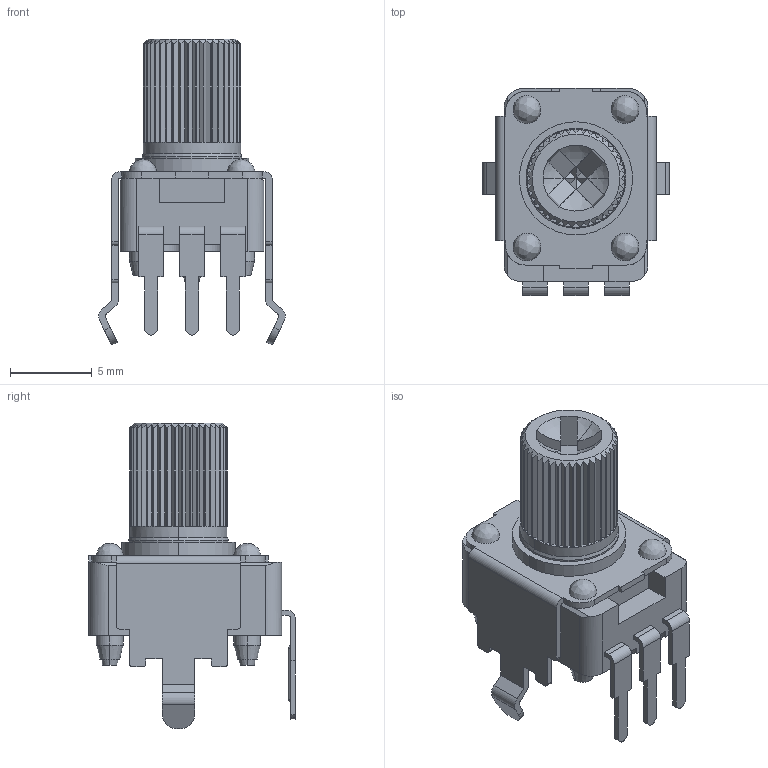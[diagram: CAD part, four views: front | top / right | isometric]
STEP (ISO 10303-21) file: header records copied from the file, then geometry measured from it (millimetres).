
FILE_DESCRIPTION (( 'STEP AP214' ), '1' );
FILE_NAME ('RK09K1130AP5.STEP', '2024-12-17T10:23:50', ( '' ), ( '' ), 'SwSTEP 2.0', 'SolidWorks 2016', '' );
FILE_SCHEMA (( 'AUTOMOTIVE_DESIGN' ));
Length unit declared in the file: millimetre
Products named in the file (1): RK09K1130AP5
Bounding box: 11.4 x 12.65 x 18.7 mm (x, y, z)
Volume: 759.2 mm3; surface area: 991.8 mm2
Topology: 1 solids, 1 shells, 382 faces, 1033 edges, 669 vertices
Faces by surface type: plane 273, cylinder 67, cone 26, bspline 16
Entity records: 14693 total; most frequent: CARTESIAN_POINT 2805, ORIENTED_EDGE 2050, DIRECTION 1891, EDGE_CURVE 1025, VERTEX_POINT 669, LINE 669, VECTOR 669, AXIS2_PLACEMENT_3D 611
